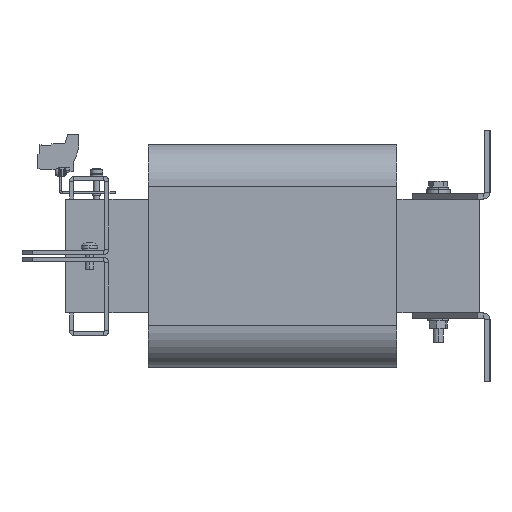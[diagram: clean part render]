
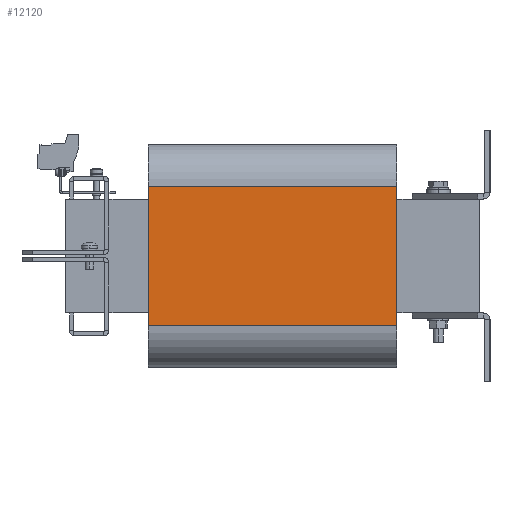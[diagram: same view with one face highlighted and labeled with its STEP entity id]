
A CAD part, left-side view. The second image highlights one B-rep face of the part: STEP entity #12120.
In plain terms, the highlighted planar face has unit normal (-1, 0, 0).
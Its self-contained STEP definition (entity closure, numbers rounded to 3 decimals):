
#88 = CARTESIAN_POINT ( 'NONE',  ( -235., 120., 67.5 ) ) ;
#1315 = LINE ( 'NONE', #20873, #15019 ) ;
#1341 = ORIENTED_EDGE ( 'NONE', *, *, #7002, .T. ) ;
#2535 = EDGE_CURVE ( 'Defeature ausgef�hrt3_41+Defeature ausgef�hrt3_40+Defeature ausgef�hrt3_33+Defeature ausgef�hrt3_18', #17912, #2940, #13783, .T. ) ;
#2940 = VERTEX_POINT ( 'NONE', #21426 ) ;
#5167 = ORIENTED_EDGE ( 'NONE', *, *, #19584, .F. ) ;
#5627 = ORIENTED_EDGE ( 'NONE', *, *, #23639, .F. ) ;
#6277 = EDGE_LOOP ( 'NONE', ( #1341, #5167, #5627, #15374 ) ) ;
#7002 = EDGE_CURVE ( 'Defeature ausgef�hrt3_41+Defeature ausgef�hrt3_18+Defeature ausgef�hrt3_40+Defeature ausgef�hrt3_35', #2940, #9793, #8556, .T. ) ;
#7378 = DIRECTION ( 'NONE',  ( 0., 0., 1. ) ) ;
#7789 = DIRECTION ( 'NONE',  ( 1., 0., 0. ) ) ;
#8556 = LINE ( 'NONE', #15193, #15104 ) ;
#9793 = VERTEX_POINT ( 'NONE', #14982 ) ;
#9807 = LINE ( 'NONE', #14871, #24444 ) ;
#10295 = AXIS2_PLACEMENT_3D ( 'NONE', #88, #7789, #11682 ) ;
#11195 = DIRECTION ( 'NONE',  ( 0., -1., 0. ) ) ;
#11682 = DIRECTION ( 'NONE',  ( 0., -1., 0. ) ) ;
#12120 = ADVANCED_FACE ( 'Defeature ausgef�hrt3_41', ( #19030 ), #17226, .F. ) ;
#13783 = LINE ( 'NONE', #24806, #14694 ) ;
#14694 = VECTOR ( 'NONE', #11195, 1000. ) ;
#14840 = CARTESIAN_POINT ( 'NONE',  ( -235., 120., -67.5 ) ) ;
#14871 = CARTESIAN_POINT ( 'NONE',  ( -235., 120., 67.5 ) ) ;
#14982 = CARTESIAN_POINT ( 'NONE',  ( -235., -120., 67.5 ) ) ;
#15019 = VECTOR ( 'NONE', #22953, 1000. ) ;
#15104 = VECTOR ( 'NONE', #7378, 1000. ) ;
#15193 = CARTESIAN_POINT ( 'NONE',  ( -235., -120., 67.5 ) ) ;
#15374 = ORIENTED_EDGE ( 'NONE', *, *, #2535, .T. ) ;
#17226 = PLANE ( 'NONE',  #10295 ) ;
#17912 = VERTEX_POINT ( 'NONE', #14840 ) ;
#19030 = FACE_OUTER_BOUND ( 'NONE', #6277, .T. ) ;
#19584 = EDGE_CURVE ( 'Defeature ausgef�hrt3_35+Defeature ausgef�hrt3_41+Defeature ausgef�hrt3_33+Defeature ausgef�hrt3_18', #21738, #9793, #1315, .T. ) ;
#19922 = DIRECTION ( 'NONE',  ( 0., 0., 1. ) ) ;
#20873 = CARTESIAN_POINT ( 'NONE',  ( -235., 120., 67.5 ) ) ;
#21410 = CARTESIAN_POINT ( 'NONE',  ( -235., 120., 67.5 ) ) ;
#21426 = CARTESIAN_POINT ( 'NONE',  ( -235., -120., -67.5 ) ) ;
#21738 = VERTEX_POINT ( 'NONE', #21410 ) ;
#22953 = DIRECTION ( 'NONE',  ( 0., -1., 0. ) ) ;
#23639 = EDGE_CURVE ( 'Defeature ausgef�hrt3_33+Defeature ausgef�hrt3_41+Defeature ausgef�hrt3_40+Defeature ausgef�hrt3_35', #17912, #21738, #9807, .T. ) ;
#24444 = VECTOR ( 'NONE', #19922, 1000. ) ;
#24806 = CARTESIAN_POINT ( 'NONE',  ( -235., 120., -67.5 ) ) ;
